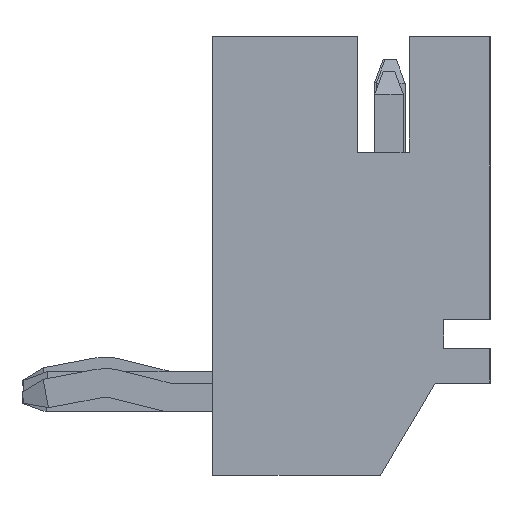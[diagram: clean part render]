
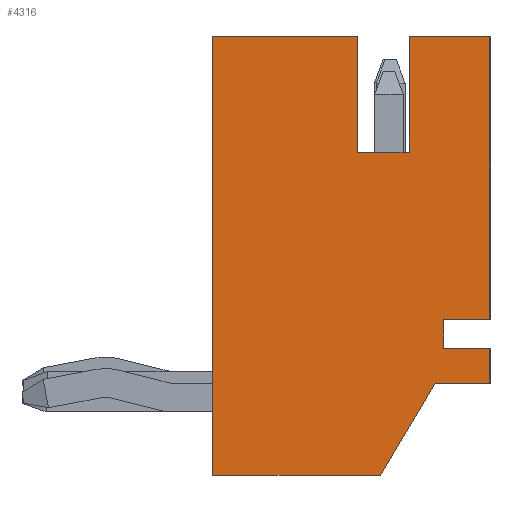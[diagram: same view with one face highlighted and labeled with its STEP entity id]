
A CAD part, left-side view. The second image highlights one B-rep face of the part: STEP entity #4316.
In plain terms, the highlighted planar face has unit normal (-1, 0, 0).
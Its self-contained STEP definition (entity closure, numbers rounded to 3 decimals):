
#604=ORIENTED_EDGE('',*,*,#1747,.F.);
#605=ORIENTED_EDGE('',*,*,#1748,.F.);
#606=ORIENTED_EDGE('',*,*,#1749,.F.);
#607=ORIENTED_EDGE('',*,*,#1750,.T.);
#608=ORIENTED_EDGE('',*,*,#1706,.T.);
#609=ORIENTED_EDGE('',*,*,#1751,.F.);
#610=ORIENTED_EDGE('',*,*,#1752,.F.);
#611=ORIENTED_EDGE('',*,*,#1689,.T.);
#612=ORIENTED_EDGE('',*,*,#1477,.T.);
#613=ORIENTED_EDGE('',*,*,#1753,.T.);
#614=ORIENTED_EDGE('',*,*,#1754,.T.);
#615=ORIENTED_EDGE('',*,*,#1755,.T.);
#616=ORIENTED_EDGE('',*,*,#1714,.T.);
#617=ORIENTED_EDGE('',*,*,#1711,.T.);
#1477=EDGE_CURVE('',#2099,#2098,#2512,.T.);
#1689=EDGE_CURVE('',#2251,#2099,#2707,.T.);
#1706=EDGE_CURVE('',#2262,#2261,#2723,.T.);
#1711=EDGE_CURVE('',#2267,#2266,#2728,.T.);
#1714=EDGE_CURVE('',#2269,#2267,#2731,.T.);
#1747=EDGE_CURVE('',#2293,#2266,#2764,.T.);
#1748=EDGE_CURVE('',#2294,#2293,#2765,.T.);
#1749=EDGE_CURVE('',#2295,#2294,#2766,.T.);
#1750=EDGE_CURVE('',#2295,#2262,#2767,.T.);
#1751=EDGE_CURVE('',#2296,#2261,#2768,.T.);
#1752=EDGE_CURVE('',#2251,#2296,#2769,.T.);
#1753=EDGE_CURVE('',#2098,#2297,#2770,.T.);
#1754=EDGE_CURVE('',#2297,#2298,#2771,.T.);
#1755=EDGE_CURVE('',#2298,#2269,#2772,.T.);
#2098=VERTEX_POINT('',#6098);
#2099=VERTEX_POINT('',#6100);
#2251=VERTEX_POINT('',#6517);
#2261=VERTEX_POINT('',#6549);
#2262=VERTEX_POINT('',#6551);
#2266=VERTEX_POINT('',#6560);
#2267=VERTEX_POINT('',#6562);
#2269=VERTEX_POINT('',#6568);
#2293=VERTEX_POINT('',#6629);
#2294=VERTEX_POINT('',#6631);
#2295=VERTEX_POINT('',#6633);
#2296=VERTEX_POINT('',#6636);
#2297=VERTEX_POINT('',#6639);
#2298=VERTEX_POINT('',#6641);
#2512=LINE('',#6099,#3089);
#2707=LINE('',#6516,#3284);
#2723=LINE('',#6550,#3300);
#2728=LINE('',#6561,#3305);
#2731=LINE('',#6567,#3308);
#2764=LINE('',#6628,#3341);
#2765=LINE('',#6630,#3342);
#2766=LINE('',#6632,#3343);
#2767=LINE('',#6634,#3344);
#2768=LINE('',#6635,#3345);
#2769=LINE('',#6637,#3346);
#2770=LINE('',#6638,#3347);
#2771=LINE('',#6640,#3348);
#2772=LINE('',#6642,#3349);
#3089=VECTOR('',#4883,1000.);
#3284=VECTOR('',#5218,1000.);
#3300=VECTOR('',#5248,1000.);
#3305=VECTOR('',#5255,1000.);
#3308=VECTOR('',#5260,1000.);
#3341=VECTOR('',#5301,1000.);
#3342=VECTOR('',#5302,1000.);
#3343=VECTOR('',#5303,1000.);
#3344=VECTOR('',#5304,1000.);
#3345=VECTOR('',#5305,1000.);
#3346=VECTOR('',#5306,1000.);
#3347=VECTOR('',#5307,1000.);
#3348=VECTOR('',#5308,1000.);
#3349=VECTOR('',#5309,1000.);
#3654=EDGE_LOOP('',(#604,#605,#606,#607,#608,#609,#610,#611,#612,#613,#614,
#615,#616,#617));
#3893=FACE_BOUND('',#3654,.T.);
#4121=PLANE('',#4591);
#4316=ADVANCED_FACE('',(#3893),#4121,.T.);
#4591=AXIS2_PLACEMENT_3D('',#6627,#5299,#5300);
#4883=DIRECTION('',(0.,0.,1.));
#5218=DIRECTION('',(0.,-1.,0.));
#5248=DIRECTION('',(0.,0.,-1.));
#5255=DIRECTION('',(0.,1.,0.));
#5260=DIRECTION('',(0.,0.,1.));
#5299=DIRECTION('',(-1.,0.,0.));
#5300=DIRECTION('',(0.,0.,1.));
#5301=DIRECTION('',(0.,0.,1.));
#5302=DIRECTION('',(0.,-1.,0.));
#5303=DIRECTION('',(0.,0.,-1.));
#5304=DIRECTION('',(0.,1.,0.));
#5305=DIRECTION('',(0.,1.,0.));
#5306=DIRECTION('',(0.,0.511,-0.86));
#5307=DIRECTION('',(0.,1.,0.));
#5308=DIRECTION('',(0.,0.,1.));
#5309=DIRECTION('',(0.,-1.,0.));
#6098=CARTESIAN_POINT('',(-10.,-2.4,-2.4));
#6099=CARTESIAN_POINT('',(-10.,-2.4,-3.));
#6100=CARTESIAN_POINT('',(-10.,-2.4,-3.));
#6516=CARTESIAN_POINT('',(-10.,2.4,-3.));
#6517=CARTESIAN_POINT('',(-10.,-1.45,-3.));
#6549=CARTESIAN_POINT('',(-10.,2.4,-4.6));
#6550=CARTESIAN_POINT('',(-10.,2.4,3.));
#6551=CARTESIAN_POINT('',(-10.,2.4,3.));
#6560=CARTESIAN_POINT('',(-10.,-1.,3.));
#6561=CARTESIAN_POINT('',(-10.,-2.4,3.));
#6562=CARTESIAN_POINT('',(-10.,-2.4,3.));
#6567=CARTESIAN_POINT('',(-10.,-2.4,-3.));
#6568=CARTESIAN_POINT('',(-10.,-2.4,-1.9));
#6627=CARTESIAN_POINT('',(-10.,0.,0.));
#6628=CARTESIAN_POINT('',(-10.,-1.,1.));
#6629=CARTESIAN_POINT('',(-10.,-1.,1.));
#6630=CARTESIAN_POINT('',(-10.,-0.1,1.));
#6631=CARTESIAN_POINT('',(-10.,-0.1,1.));
#6632=CARTESIAN_POINT('',(-10.,-0.1,3.));
#6633=CARTESIAN_POINT('',(-10.,-0.1,3.));
#6634=CARTESIAN_POINT('',(-10.,-2.4,3.));
#6635=CARTESIAN_POINT('',(-10.,-0.5,-4.6));
#6636=CARTESIAN_POINT('',(-10.,-0.5,-4.6));
#6637=CARTESIAN_POINT('',(-10.,-1.45,-3.));
#6638=CARTESIAN_POINT('',(-10.,0.,-2.4));
#6639=CARTESIAN_POINT('',(-10.,-1.6,-2.4));
#6640=CARTESIAN_POINT('',(-10.,-1.6,0.));
#6641=CARTESIAN_POINT('',(-10.,-1.6,-1.9));
#6642=CARTESIAN_POINT('',(-10.,0.,-1.9));
